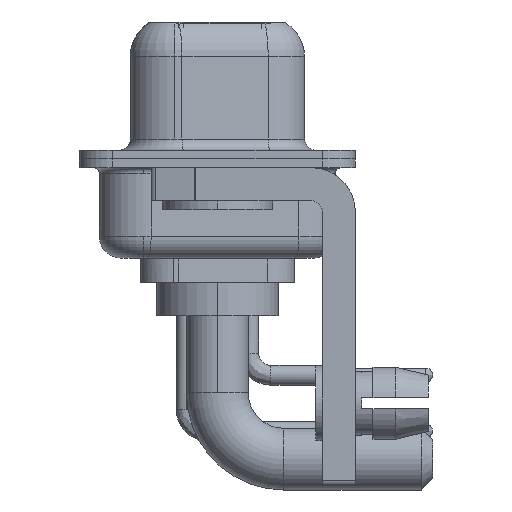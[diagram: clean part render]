
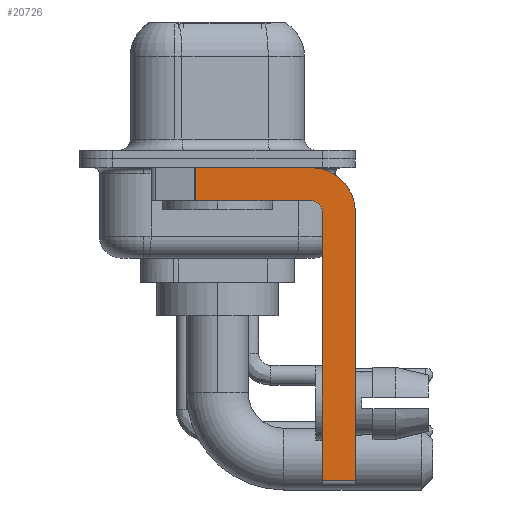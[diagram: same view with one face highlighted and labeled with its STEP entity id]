
A CAD part, left-side view. The second image highlights one B-rep face of the part: STEP entity #20726.
In plain terms, the highlighted planar face has unit normal (-1, 0, 0).
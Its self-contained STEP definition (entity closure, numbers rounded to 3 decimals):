
#484 = VERTEX_POINT ( 'NONE', #23254 ) ;
#671 = VERTEX_POINT ( 'NONE', #12746 ) ;
#816 = EDGE_CURVE ( 'NONE', #1010, #18682, #2120, .T. ) ;
#1010 = VERTEX_POINT ( 'NONE', #16314 ) ;
#1475 = CARTESIAN_POINT ( 'NONE',  ( -2.9, 3., -0.4 ) ) ;
#1847 = CARTESIAN_POINT ( 'NONE',  ( -2.9, -4.25, -2.4 ) ) ;
#1883 = LINE ( 'NONE', #5716, #5536 ) ;
#2120 = LINE ( 'NONE', #20757, #3471 ) ;
#2222 = PLANE ( 'NONE',  #22914 ) ;
#3194 = ORIENTED_EDGE ( 'NONE', *, *, #22573, .F. ) ;
#3249 = LINE ( 'NONE', #14608, #4274 ) ;
#3471 = VECTOR ( 'NONE', #10028, 1000. ) ;
#3757 = ORIENTED_EDGE ( 'NONE', *, *, #816, .F. ) ;
#4274 = VECTOR ( 'NONE', #6582, 1000. ) ;
#5300 = DIRECTION ( 'NONE',  ( 0., -1., 0. ) ) ;
#5519 = VERTEX_POINT ( 'NONE', #21754 ) ;
#5536 = VECTOR ( 'NONE', #24235, 1000. ) ;
#5716 = CARTESIAN_POINT ( 'NONE',  ( -2.9, -4.75, -14.8 ) ) ;
#6582 = DIRECTION ( 'NONE',  ( 0., -1., 0. ) ) ;
#6757 = CIRCLE ( 'NONE', #18182, 2. ) ;
#7355 = ORIENTED_EDGE ( 'NONE', *, *, #24305, .F. ) ;
#7600 = ORIENTED_EDGE ( 'NONE', *, *, #12234, .T. ) ;
#8555 = VERTEX_POINT ( 'NONE', #11001 ) ;
#8653 = LINE ( 'NONE', #19771, #20142 ) ;
#8739 = VERTEX_POINT ( 'NONE', #21253 ) ;
#9127 = ORIENTED_EDGE ( 'NONE', *, *, #15857, .F. ) ;
#9189 = VECTOR ( 'NONE', #5300, 1000. ) ;
#9369 = DIRECTION ( 'NONE',  ( 1., 0., 0. ) ) ;
#9611 = DIRECTION ( 'NONE',  ( 0., 0., 1. ) ) ;
#10028 = DIRECTION ( 'NONE',  ( 0., 0., -1. ) ) ;
#10078 = EDGE_CURVE ( 'NONE', #484, #5519, #16875, .T. ) ;
#11001 = CARTESIAN_POINT ( 'NONE',  ( -2.9, -4.75, -2.4 ) ) ;
#11322 = DIRECTION ( 'NONE',  ( 0., 0., -1. ) ) ;
#11340 = DIRECTION ( 'NONE',  ( -1., 0., 0. ) ) ;
#11493 = DIRECTION ( 'NONE',  ( 0., 0., -1. ) ) ;
#11496 = DIRECTION ( 'NONE',  ( 1., 0., 0. ) ) ;
#11970 = CIRCLE ( 'NONE', #13930, 0.5 ) ;
#12012 = DIRECTION ( 'NONE',  ( 0., 1., 0. ) ) ;
#12234 = EDGE_CURVE ( 'NONE', #671, #18682, #3249, .T. ) ;
#12474 = VECTOR ( 'NONE', #11322, 1000. ) ;
#12511 = ORIENTED_EDGE ( 'NONE', *, *, #19164, .F. ) ;
#12746 = CARTESIAN_POINT ( 'NONE',  ( -2.9, -4.75, -14.55 ) ) ;
#13318 = CARTESIAN_POINT ( 'NONE',  ( -2.9, -4.25, -0.4 ) ) ;
#13930 = AXIS2_PLACEMENT_3D ( 'NONE', #18986, #11340, #9611 ) ;
#14608 = CARTESIAN_POINT ( 'NONE',  ( -2.9, -4.25, -14.55 ) ) ;
#14707 = ORIENTED_EDGE ( 'NONE', *, *, #22356, .F. ) ;
#15857 = EDGE_CURVE ( 'NONE', #671, #8555, #1883, .T. ) ;
#16314 = CARTESIAN_POINT ( 'NONE',  ( -2.9, -6.25, -2.4 ) ) ;
#16875 = LINE ( 'NONE', #18721, #12474 ) ;
#18182 = AXIS2_PLACEMENT_3D ( 'NONE', #1847, #9369, #11493 ) ;
#18347 = ORIENTED_EDGE ( 'NONE', *, *, #10078, .T. ) ;
#18682 = VERTEX_POINT ( 'NONE', #20391 ) ;
#18721 = CARTESIAN_POINT ( 'NONE',  ( -2.9, 0.978, -1.9 ) ) ;
#18986 = CARTESIAN_POINT ( 'NONE',  ( -2.9, -4.25, -2.4 ) ) ;
#19164 = EDGE_CURVE ( 'NONE', #484, #21167, #22098, .T. ) ;
#19389 = FACE_OUTER_BOUND ( 'NONE', #19485, .T. ) ;
#19485 = EDGE_LOOP ( 'NONE', ( #12511, #18347, #14707, #7355, #9127, #7600, #3757, #3194 ) ) ;
#19771 = CARTESIAN_POINT ( 'NONE',  ( -2.9, -4.25, -1.9 ) ) ;
#20142 = VECTOR ( 'NONE', #12012, 1000. ) ;
#20391 = CARTESIAN_POINT ( 'NONE',  ( -2.9, -6.25, -14.55 ) ) ;
#20726 = ADVANCED_FACE ( 'NONE', ( #19389 ), #2222, .F. ) ;
#20757 = CARTESIAN_POINT ( 'NONE',  ( -2.9, -6.25, -2.4 ) ) ;
#21167 = VERTEX_POINT ( 'NONE', #13318 ) ;
#21243 = DIRECTION ( 'NONE',  ( 0., 0., -1. ) ) ;
#21253 = CARTESIAN_POINT ( 'NONE',  ( -2.9, -4.25, -1.9 ) ) ;
#21754 = CARTESIAN_POINT ( 'NONE',  ( -2.9, 0.978, -1.9 ) ) ;
#22098 = LINE ( 'NONE', #1475, #9189 ) ;
#22356 = EDGE_CURVE ( 'NONE', #8739, #5519, #8653, .T. ) ;
#22573 = EDGE_CURVE ( 'NONE', #21167, #1010, #6757, .T. ) ;
#22842 = CARTESIAN_POINT ( 'NONE',  ( -2.9, -4.25, -2.4 ) ) ;
#22914 = AXIS2_PLACEMENT_3D ( 'NONE', #22842, #11496, #21243 ) ;
#23254 = CARTESIAN_POINT ( 'NONE',  ( -2.9, 0.978, -0.4 ) ) ;
#24235 = DIRECTION ( 'NONE',  ( 0., 0., 1. ) ) ;
#24305 = EDGE_CURVE ( 'NONE', #8555, #8739, #11970, .T. ) ;
